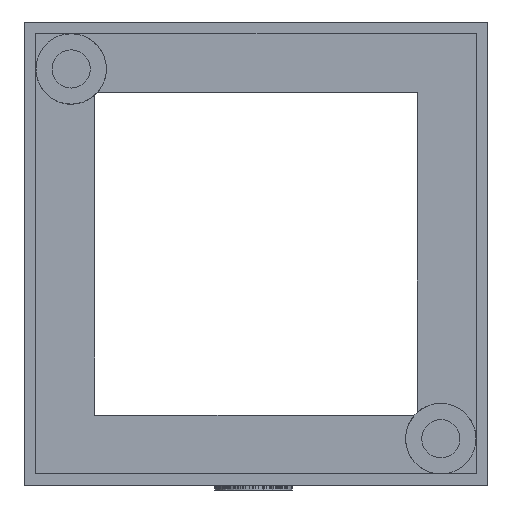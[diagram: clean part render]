
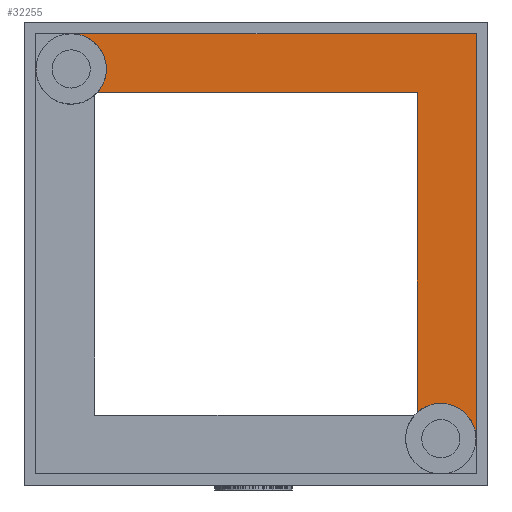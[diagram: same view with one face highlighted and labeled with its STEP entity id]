
A CAD part, front view. The second image highlights one B-rep face of the part: STEP entity #32255.
In plain terms, the highlighted planar face has unit normal (0, -1, 0).
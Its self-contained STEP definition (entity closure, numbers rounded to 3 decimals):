
#3665=LINE('',#54174,#6835);
#3666=LINE('',#54175,#6836);
#3667=LINE('',#54177,#6837);
#3668=LINE('',#54179,#6838);
#3669=LINE('',#54181,#6839);
#3670=LINE('',#54183,#6840);
#3671=LINE('',#54185,#6841);
#3672=LINE('',#54186,#6842);
#6835=VECTOR('',#37601,10.);
#6836=VECTOR('',#37602,10.);
#6837=VECTOR('',#37603,10.);
#6838=VECTOR('',#37604,10.);
#6839=VECTOR('',#37605,10.);
#6840=VECTOR('',#37606,10.);
#6841=VECTOR('',#37607,10.);
#6842=VECTOR('',#37608,10.);
#10325=FACE_OUTER_BOUND('',#11994,.T.);
#11994=EDGE_LOOP('',(#27393,#27394,#27395,#27396,#27397,#27398,#27399,#27400,
#27401,#27402));
#12267=CIRCLE('',#33196,6.);
#12274=CIRCLE('',#33211,6.);
#15098=VERTEX_POINT('',#54113);
#15099=VERTEX_POINT('',#54115);
#15108=VERTEX_POINT('',#54147);
#15110=VERTEX_POINT('',#54153);
#15115=VERTEX_POINT('',#54173);
#15116=VERTEX_POINT('',#54176);
#15117=VERTEX_POINT('',#54178);
#15118=VERTEX_POINT('',#54180);
#15119=VERTEX_POINT('',#54182);
#15120=VERTEX_POINT('',#54184);
#19709=EDGE_CURVE('',#15099,#15098,#12267,.T.);
#19729=EDGE_CURVE('',#15108,#15110,#12274,.T.);
#19738=EDGE_CURVE('',#15098,#15115,#3665,.T.);
#19739=EDGE_CURVE('',#15115,#15108,#3666,.T.);
#19740=EDGE_CURVE('',#15116,#15110,#3667,.T.);
#19741=EDGE_CURVE('',#15117,#15116,#3668,.T.);
#19742=EDGE_CURVE('',#15117,#15118,#3669,.T.);
#19743=EDGE_CURVE('',#15118,#15119,#3670,.T.);
#19744=EDGE_CURVE('',#15120,#15119,#3671,.T.);
#19745=EDGE_CURVE('',#15099,#15120,#3672,.T.);
#27393=ORIENTED_EDGE('',*,*,#19709,.T.);
#27394=ORIENTED_EDGE('',*,*,#19738,.T.);
#27395=ORIENTED_EDGE('',*,*,#19739,.T.);
#27396=ORIENTED_EDGE('',*,*,#19729,.T.);
#27397=ORIENTED_EDGE('',*,*,#19740,.F.);
#27398=ORIENTED_EDGE('',*,*,#19741,.F.);
#27399=ORIENTED_EDGE('',*,*,#19742,.T.);
#27400=ORIENTED_EDGE('',*,*,#19743,.T.);
#27401=ORIENTED_EDGE('',*,*,#19744,.F.);
#27402=ORIENTED_EDGE('',*,*,#19745,.F.);
#30674=PLANE('',#33220);
#32255=ADVANCED_FACE('',(#10325),#30674,.F.);
#33196=AXIS2_PLACEMENT_3D('',#54116,#37534,#37535);
#33211=AXIS2_PLACEMENT_3D('',#54156,#37577,#37578);
#33220=AXIS2_PLACEMENT_3D('',#54172,#37599,#37600);
#37534=DIRECTION('center_axis',(0.,1.,0.));
#37535=DIRECTION('ref_axis',(1.,0.,0.));
#37577=DIRECTION('center_axis',(0.,1.,0.));
#37578=DIRECTION('ref_axis',(1.,0.,0.));
#37599=DIRECTION('center_axis',(0.,1.,0.));
#37600=DIRECTION('ref_axis',(0.,0.,1.));
#37601=DIRECTION('',(1.,0.,0.));
#37602=DIRECTION('',(0.,0.,-1.));
#37603=DIRECTION('',(0.,0.,-1.));
#37604=DIRECTION('',(1.,0.,0.));
#37605=DIRECTION('',(0.,0.,1.));
#37606=DIRECTION('',(-1.,0.,0.));
#37607=DIRECTION('',(0.,0.,1.));
#37608=DIRECTION('',(1.,0.,0.));
#54113=CARTESIAN_POINT('',(2.472,13.,57.));
#54115=CARTESIAN_POINT('',(-2.,13.,67.));
#54116=CARTESIAN_POINT('Origin',(-2.,13.,61.));
#54147=CARTESIAN_POINT('',(57.,13.,2.472));
#54153=CARTESIAN_POINT('',(67.,13.,-2.));
#54156=CARTESIAN_POINT('Origin',(61.,13.,-2.));
#54172=CARTESIAN_POINT('Origin',(29.5,13.,29.5));
#54173=CARTESIAN_POINT('',(57.,13.,57.));
#54174=CARTESIAN_POINT('',(43.25,13.,57.));
#54175=CARTESIAN_POINT('',(57.,13.,15.75));
#54176=CARTESIAN_POINT('',(67.,13.,67.));
#54177=CARTESIAN_POINT('',(67.,13.,67.));
#54178=CARTESIAN_POINT('',(31.898,13.,67.));
#54179=CARTESIAN_POINT('',(-8.,13.,67.));
#54180=CARTESIAN_POINT('',(31.898,13.,67.75));
#54181=CARTESIAN_POINT('',(31.898,13.,67.));
#54182=CARTESIAN_POINT('',(27.102,13.,67.75));
#54183=CARTESIAN_POINT('',(-8.,13.,67.75));
#54184=CARTESIAN_POINT('',(27.102,13.,67.));
#54185=CARTESIAN_POINT('',(27.102,13.,67.));
#54186=CARTESIAN_POINT('',(-8.,13.,67.));
